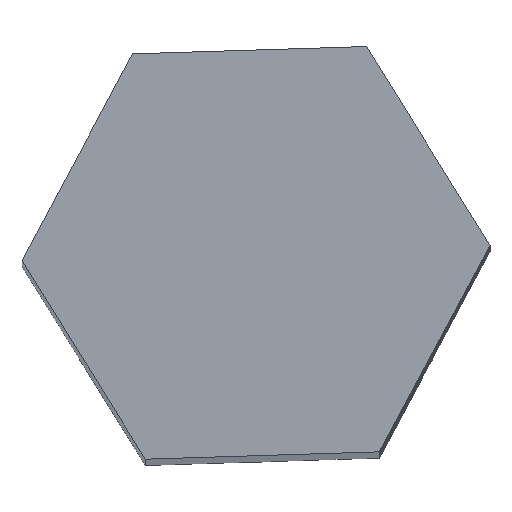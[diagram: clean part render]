
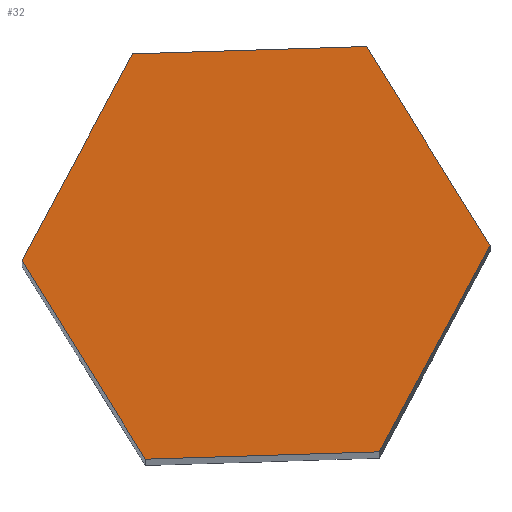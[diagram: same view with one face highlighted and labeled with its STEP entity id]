
A CAD part, top view. The second image highlights one B-rep face of the part: STEP entity #32.
In plain terms, the highlighted planar face has unit normal (0, 0, 1).
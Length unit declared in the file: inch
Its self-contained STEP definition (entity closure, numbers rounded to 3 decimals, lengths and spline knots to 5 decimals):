
#9 = CARTESIAN_POINT ( 'NONE',  ( 0.28853, 0.00906, 4.452 ) ) ;
#32 = ADVANCED_FACE ( 'NONE', ( #353 ), #260, .T. ) ;
#62 = DIRECTION ( 'NONE',  ( 1., 0.031, 0. ) ) ;
#105 = VERTEX_POINT ( 'NONE', #503 ) ;
#146 = DIRECTION ( 'NONE',  ( -1., -0.031, 0. ) ) ;
#176 = LINE ( 'NONE', #178, #461 ) ;
#178 = CARTESIAN_POINT ( 'NONE',  ( -0.28853, -0.00906, 4.452 ) ) ;
#200 = DIRECTION ( 'NONE',  ( 1., 0., 0. ) ) ;
#209 = CARTESIAN_POINT ( 'NONE',  ( -0.13642, -0.25441, 4.452 ) ) ;
#211 = ORIENTED_EDGE ( 'NONE', *, *, #860, .T. ) ;
#222 = VECTOR ( 'NONE', #599, 39.37008 ) ;
#233 = CARTESIAN_POINT ( 'NONE',  ( -0.13642, -0.25441, 4.452 ) ) ;
#237 = DIRECTION ( 'NONE',  ( 0.527, -0.85, 0. ) ) ;
#241 = DIRECTION ( 'NONE',  ( 0.473, 0.881, 0. ) ) ;
#242 = LINE ( 'NONE', #518, #222 ) ;
#245 = VERTEX_POINT ( 'NONE', #209 ) ;
#260 = PLANE ( 'NONE',  #685 ) ;
#302 = VECTOR ( 'NONE', #62, 39.37008 ) ;
#313 = ORIENTED_EDGE ( 'NONE', *, *, #709, .T. ) ;
#321 = CARTESIAN_POINT ( 'NONE',  ( -0.13642, -0.25441, 4.452 ) ) ;
#353 = FACE_OUTER_BOUND ( 'NONE', #675, .T. ) ;
#390 = VERTEX_POINT ( 'NONE', #673 ) ;
#391 = VECTOR ( 'NONE', #560, 39.37008 ) ;
#395 = ORIENTED_EDGE ( 'NONE', *, *, #865, .T. ) ;
#404 = VERTEX_POINT ( 'NONE', #753 ) ;
#429 = VECTOR ( 'NONE', #241, 39.37008 ) ;
#461 = VECTOR ( 'NONE', #237, 39.37008 ) ;
#503 = CARTESIAN_POINT ( 'NONE',  ( -0.28853, -0.00906, 4.452 ) ) ;
#506 = LINE ( 'NONE', #233, #302 ) ;
#518 = CARTESIAN_POINT ( 'NONE',  ( -0.15211, 0.24535, 4.452 ) ) ;
#532 = VECTOR ( 'NONE', #146, 39.37008 ) ;
#542 = VERTEX_POINT ( 'NONE', #882 ) ;
#552 = CARTESIAN_POINT ( 'NONE',  ( 0.28853, 0.00906, 4.452 ) ) ;
#557 = LINE ( 'NONE', #658, #532 ) ;
#560 = DIRECTION ( 'NONE',  ( -0.527, 0.85, 0. ) ) ;
#599 = DIRECTION ( 'NONE',  ( -0.473, -0.881, 0. ) ) ;
#602 = CARTESIAN_POINT ( 'NONE',  ( 0.15211, -0.24535, 4.452 ) ) ;
#651 = DIRECTION ( 'NONE',  ( 0., 0., 1. ) ) ;
#658 = CARTESIAN_POINT ( 'NONE',  ( 0.13642, 0.25441, 4.452 ) ) ;
#664 = ORIENTED_EDGE ( 'NONE', *, *, #853, .T. ) ;
#673 = CARTESIAN_POINT ( 'NONE',  ( -0.15211, 0.24535, 4.452 ) ) ;
#675 = EDGE_LOOP ( 'NONE', ( #664, #211, #395, #313, #677, #888 ) ) ;
#677 = ORIENTED_EDGE ( 'NONE', *, *, #718, .T. ) ;
#685 = AXIS2_PLACEMENT_3D ( 'NONE', #321, #651, #200 ) ;
#709 = EDGE_CURVE ( 'NONE', #788, #542, #795, .T. ) ;
#718 = EDGE_CURVE ( 'NONE', #542, #390, #557, .T. ) ;
#720 = EDGE_CURVE ( 'NONE', #390, #105, #242, .T. ) ;
#753 = CARTESIAN_POINT ( 'NONE',  ( 0.15211, -0.24535, 4.452 ) ) ;
#788 = VERTEX_POINT ( 'NONE', #552 ) ;
#795 = LINE ( 'NONE', #9, #391 ) ;
#853 = EDGE_CURVE ( 'NONE', #105, #245, #176, .T. ) ;
#860 = EDGE_CURVE ( 'NONE', #245, #404, #506, .T. ) ;
#865 = EDGE_CURVE ( 'NONE', #404, #788, #869, .T. ) ;
#869 = LINE ( 'NONE', #602, #429 ) ;
#882 = CARTESIAN_POINT ( 'NONE',  ( 0.13642, 0.25441, 4.452 ) ) ;
#888 = ORIENTED_EDGE ( 'NONE', *, *, #720, .T. ) ;
